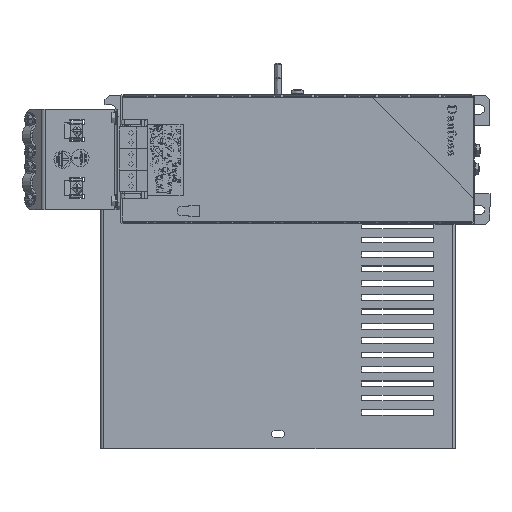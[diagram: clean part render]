
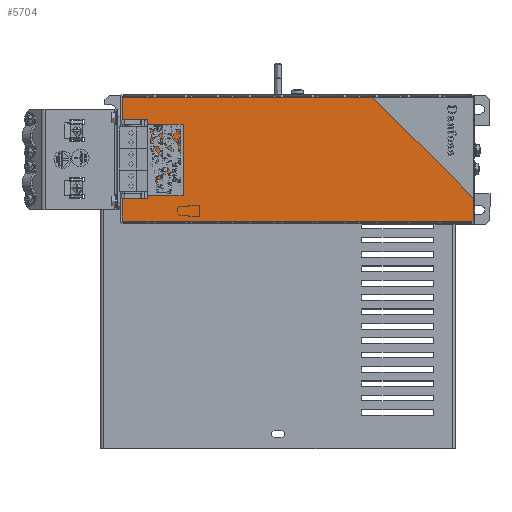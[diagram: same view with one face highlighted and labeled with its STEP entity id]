
A CAD part, top view. The second image highlights one B-rep face of the part: STEP entity #5704.
In plain terms, the highlighted face is planar.
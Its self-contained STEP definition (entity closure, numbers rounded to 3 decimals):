
#5704 = ADVANCED_FACE( '', ( #12277 ), #12278, .F. );
#12277 = FACE_OUTER_BOUND( '', #20646, .T. );
#12278 = PLANE( '', #20647 );
#20646 = EDGE_LOOP( '', ( #56953, #56954, #56955, #56956, #56957, #56958, #56959, #56960, #56961, #56962, #56963, #56964 ) );
#20647 = AXIS2_PLACEMENT_3D( '', #56965, #56966, #56967 );
#56953 = ORIENTED_EDGE( '', *, *, #69820, .F. );
#56954 = ORIENTED_EDGE( '', *, *, #69980, .T. );
#56955 = ORIENTED_EDGE( '', *, *, #69981, .F. );
#56956 = ORIENTED_EDGE( '', *, *, #69982, .T. );
#56957 = ORIENTED_EDGE( '', *, *, #69983, .F. );
#56958 = ORIENTED_EDGE( '', *, *, #69976, .T. );
#56959 = ORIENTED_EDGE( '', *, *, #69984, .T. );
#56960 = ORIENTED_EDGE( '', *, *, #69985, .T. );
#56961 = ORIENTED_EDGE( '', *, *, #69986, .F. );
#56962 = ORIENTED_EDGE( '', *, *, #69987, .T. );
#56963 = ORIENTED_EDGE( '', *, *, #69988, .T. );
#56964 = ORIENTED_EDGE( '', *, *, #69989, .T. );
#56965 = CARTESIAN_POINT( '', ( -123.25, 1., -45. ) );
#56966 = DIRECTION( '', ( 0., -1., 0. ) );
#56967 = DIRECTION( '', ( 0., 0., -1. ) );
#69820 = EDGE_CURVE( '', #81633, #81636, #81637, .T. );
#69976 = EDGE_CURVE( '', #81941, #81939, #81942, .T. );
#69980 = EDGE_CURVE( '', #81633, #81946, #81947, .T. );
#69981 = EDGE_CURVE( '', #81948, #81946, #81949, .T. );
#69982 = EDGE_CURVE( '', #81948, #81950, #81951, .T. );
#69983 = EDGE_CURVE( '', #81941, #81950, #81952, .T. );
#69984 = EDGE_CURVE( '', #81939, #81805, #81953, .T. );
#69985 = EDGE_CURVE( '', #81805, #81954, #81955, .T. );
#69986 = EDGE_CURVE( '', #81956, #81954, #81957, .T. );
#69987 = EDGE_CURVE( '', #81956, #81958, #81959, .T. );
#69988 = EDGE_CURVE( '', #81958, #81960, #81961, .T. );
#69989 = EDGE_CURVE( '', #81960, #81636, #81962, .T. );
#81633 = VERTEX_POINT( '', #130855 );
#81636 = VERTEX_POINT( '', #130859 );
#81637 = LINE( '', #130860, #130861 );
#81805 = VERTEX_POINT( '', #131110 );
#81939 = VERTEX_POINT( '', #131289 );
#81941 = VERTEX_POINT( '', #131292 );
#81942 = LINE( '', #131293, #131294 );
#81946 = VERTEX_POINT( '', #131300 );
#81947 = LINE( '', #131301, #131302 );
#81948 = VERTEX_POINT( '', #131303 );
#81949 = LINE( '', #131304, #131305 );
#81950 = VERTEX_POINT( '', #131306 );
#81951 = LINE( '', #131307, #131308 );
#81952 = LINE( '', #131309, #131310 );
#81953 = LINE( '', #131311, #131312 );
#81954 = VERTEX_POINT( '', #131313 );
#81955 = LINE( '', #131314, #131315 );
#81956 = VERTEX_POINT( '', #131316 );
#81957 = LINE( '', #131317, #131318 );
#81958 = VERTEX_POINT( '', #131319 );
#81959 = LINE( '', #131320, #131321 );
#81960 = VERTEX_POINT( '', #131322 );
#81961 = LINE( '', #131323, #131324 );
#81962 = LINE( '', #131325, #131326 );
#130855 = CARTESIAN_POINT( '', ( -122.248, 1., -27.5 ) );
#130859 = CARTESIAN_POINT( '', ( -122.248, 1., -43. ) );
#130860 = CARTESIAN_POINT( '', ( -122.248, 1., 45. ) );
#130861 = VECTOR( '', #141872, 1000. );
#131110 = CARTESIAN_POINT( '', ( 121.25, 1., 43. ) );
#131289 = CARTESIAN_POINT( '', ( -121.45, 1., 43. ) );
#131292 = CARTESIAN_POINT( '', ( -122.248, 1., 43. ) );
#131293 = CARTESIAN_POINT( '', ( -123.25, 1., 43. ) );
#131294 = VECTOR( '', #142084, 1000. );
#131300 = CARTESIAN_POINT( '', ( -104.75, 1., -27.5 ) );
#131301 = CARTESIAN_POINT( '', ( -123.25, 1., -27.5 ) );
#131302 = VECTOR( '', #142090, 1000. );
#131303 = CARTESIAN_POINT( '', ( -104.75, 1., 27.5 ) );
#131304 = CARTESIAN_POINT( '', ( -104.75, 1., -45. ) );
#131305 = VECTOR( '', #142091, 1000. );
#131306 = CARTESIAN_POINT( '', ( -122.248, 1., 27.5 ) );
#131307 = CARTESIAN_POINT( '', ( -123.25, 1., 27.5 ) );
#131308 = VECTOR( '', #142092, 1000. );
#131309 = CARTESIAN_POINT( '', ( -122.248, 1., 45. ) );
#131310 = VECTOR( '', #142093, 1000. );
#131311 = CARTESIAN_POINT( '', ( -123.25, 1., 43. ) );
#131312 = VECTOR( '', #142094, 1000. );
#131313 = CARTESIAN_POINT( '', ( 122.248, 1., 43. ) );
#131314 = CARTESIAN_POINT( '', ( -123.25, 1., 43. ) );
#131315 = VECTOR( '', #142095, 1000. );
#131316 = CARTESIAN_POINT( '', ( 122.248, 1., -43. ) );
#131317 = CARTESIAN_POINT( '', ( 122.248, 1., -45. ) );
#131318 = VECTOR( '', #142096, 1000. );
#131319 = CARTESIAN_POINT( '', ( 121.25, 1., -43. ) );
#131320 = CARTESIAN_POINT( '', ( 123.25, 1., -43. ) );
#131321 = VECTOR( '', #142097, 1000. );
#131322 = CARTESIAN_POINT( '', ( -121.45, 1., -43. ) );
#131323 = CARTESIAN_POINT( '', ( 123.25, 1., -43. ) );
#131324 = VECTOR( '', #142098, 1000. );
#131325 = CARTESIAN_POINT( '', ( 123.25, 1., -43. ) );
#131326 = VECTOR( '', #142099, 1000. );
#141872 = DIRECTION( '', ( 0., 0., -1. ) );
#142084 = DIRECTION( '', ( 1., 0., 0. ) );
#142090 = DIRECTION( '', ( 1., 0., 0. ) );
#142091 = DIRECTION( '', ( 0., 0., -1. ) );
#142092 = DIRECTION( '', ( -1., 0., 0. ) );
#142093 = DIRECTION( '', ( 0., 0., -1. ) );
#142094 = DIRECTION( '', ( 1., 0., 0. ) );
#142095 = DIRECTION( '', ( 1., 0., 0. ) );
#142096 = DIRECTION( '', ( 0., 0., 1. ) );
#142097 = DIRECTION( '', ( -1., 0., 0. ) );
#142098 = DIRECTION( '', ( -1., 0., 0. ) );
#142099 = DIRECTION( '', ( -1., 0., 0. ) );
